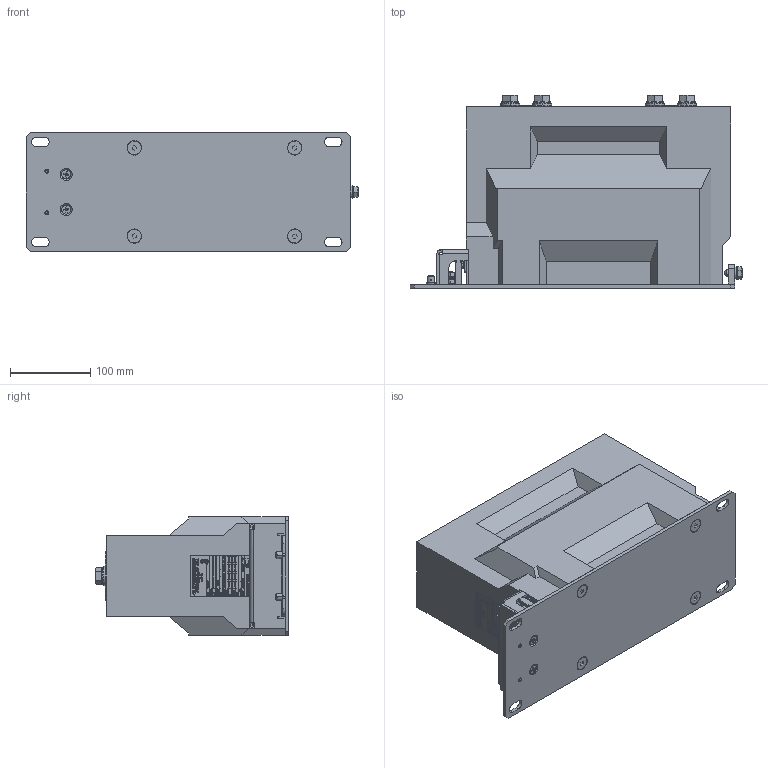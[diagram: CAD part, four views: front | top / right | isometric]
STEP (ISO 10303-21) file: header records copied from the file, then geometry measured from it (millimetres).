
FILE_DESCRIPTION (( 'STEP AP214' ), '1' );
FILE_NAME ('ﾒﾋﾊ-ﾑﾒ-10-18 (5ﾀ-1500ﾀ).STEP', '2023-07-21T06:59:23', ( '' ), ( '' ), 'SwSTEP 2.0', 'SolidWorks 2014', '' );
FILE_SCHEMA (( 'AUTOMOTIVE_DESIGN' ));
Length unit declared in the file: millimetre
Products named in the file (27): ﾘ琺矜 DIN 127 B_8; ﾘ琺矜 DIN 127 B_12; ﾘ琺矜 DIN 125 ﾀ_5.01.019; ﾘ琺矜 DIN 125 ﾀ_12.01.019; ÂÅÈÓ.754312.182À Òàáëè÷êà òåõíè÷åñêèõ äàííûõ ÒËÊ-ÑÒ_-00; 屡扔.758181.002 妈眚 镫铎徼痤忸黜; ÂÅÈÓ.735314.031 Êðûøêà çàùèòíàÿ_-00; ﾂﾅﾈﾓ.733411.113 ﾎ魵瑙韃; 屡扔.733411.007 务眍忄龛錩-09; 屡扔.757249.006 想囫蜩磬; ÂÅÈÓ.671213.552 Ñáîðêà ñ çàëèâêîé ÒËÊ-ÑÒ-10-18_-00; ﾘ琺矜 DIN 127 B_6; Êîðïóñ^ÂÅÈÓ.671213.552 Ñáîðêà ñ çàëèâêîé ÒËÊ-ÑÒ-10-18_1 ®¡¬.; Ãàéêà øåñòèãðàííàÿ DIN 934_6; ﾘ琺矜 DIN 125 ﾀ_8.01.019; ﾘ琺矜 DIN 125 ﾀ_6.01.019; ÂÅÈÓ.758472.024 Ãàéêà ñïåöèàëüíàÿ; countersunk flat head cross recess screw_din_ISO 7046-1 - M6 x 20 - Z --- 20N; ÂÅÈÓ.671213.347 Àêòèâíàÿ ÷àñòü ÒËÊ-ÑÒ-10-18_-00; Âèíò ïîòàé ñ âí. øåñò. DIN 7991_8å20; Áîëò DIN 933_5å10; 屡扔.757465.006 袜觐礤黜桕; Áîëò DIN 933_8å16; 屡扔.758472.007 绵殛郷-02; Áîëò DIN 933_12å30 ; ﾘ琺矜 DIN 127 B_5; ﾒﾋﾊ-ﾑﾒ-10-18 (5ﾀ-1500ﾀ)
Assembly tree (59 placements, depth 4):
  ﾒﾋﾊ-ﾑﾒ-10-18 (5ﾀ-1500ﾀ)
    ÂÅÈÓ.671213.552 Ñáîðêà ñ çàëèâêîé ÒËÊ-ÑÒ-10-18_-00
      ÂÅÈÓ.671213.347 Àêòèâíàÿ ÷àñòü ÒËÊ-ÑÒ-10-18_-00
        屡扔.758472.007 绵殛郷-02  x2
        屡扔.757465.006 袜觐礤黜桕  x2
      ÂÅÈÓ.758472.024 Ãàéêà ñïåöèàëüíàÿ  x4
      ﾘ琺矜 DIN 125 ﾀ_8.01.019  x4
      Êîðïóñ^ÂÅÈÓ.671213.552 Ñáîðêà ñ çàëèâêîé ÒËÊ-ÑÒ-10-18_1 ®¡¬.
    ﾂﾅﾈﾓ.733411.113 ﾎ魵瑙韃
      屡扔.757249.006 想囫蜩磬
      屡扔.733411.007 务眍忄龛錩-09
    ÂÅÈÓ.735314.031 Êðûøêà çàùèòíàÿ_-00
    屡扔.758181.002 妈眚 镫铎徼痤忸黜  x2
    ÂÅÈÓ.754312.182À Òàáëè÷êà òåõíè÷åñêèõ äàííûõ ÒËÊ-ÑÒ_-00
    ﾘ琺矜 DIN 125 ﾀ_12.01.019  x4
    ﾘ琺矜 DIN 125 ﾀ_5.01.019  x2
    ﾘ琺矜 DIN 125 ﾀ_8.01.019
    ﾘ琺矜 DIN 127 B_12  x4
    ﾘ琺矜 DIN 127 B_8
    ﾘ琺矜 DIN 127 B_5  x2
    Áîëò DIN 933_12å30   x4
    Áîëò DIN 933_8å16
    Áîëò DIN 933_5å10  x2
    Âèíò ïîòàé ñ âí. øåñò. DIN 7991_8å20  x4
    countersunk flat head cross recess screw_din_ISO 7046-1 - M6 x 20 - Z --- 20N  x2
    ﾘ琺矜 DIN 125 ﾀ_6.01.019  x4
    Ãàéêà øåñòèãðàííàÿ DIN 934_6  x4
    ﾘ琺矜 DIN 127 B_6  x2
Bounding box: 413.9 x 240.96 x 148 mm (x, y, z)
Volume: 8991690.1 mm3; surface area: 525150 mm2
Topology: 56 solids, 56 shells, 4021 faces, 10361 edges, 6803 vertices
Faces by surface type: plane 2366, bspline 992, cylinder 376, cone 218, torus 69
Entity records: 187187 total; most frequent: CARTESIAN_POINT 75234, ORIENTED_EDGE 18594, DIRECTION 13061, EDGE_CURVE 9297, LINE 6591, VECTOR 6591, VERTEX_POINT 6152, EDGE_LOOP 3935
